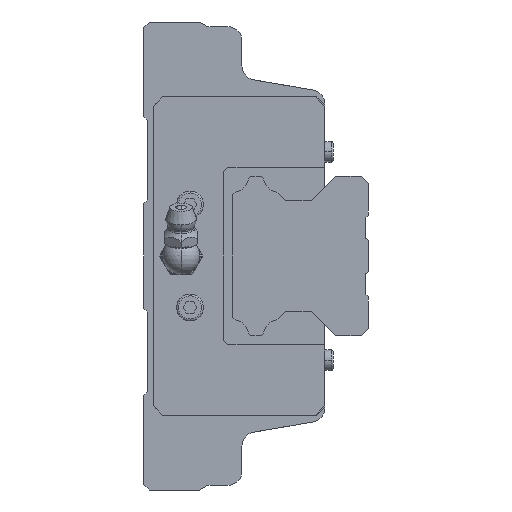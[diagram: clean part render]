
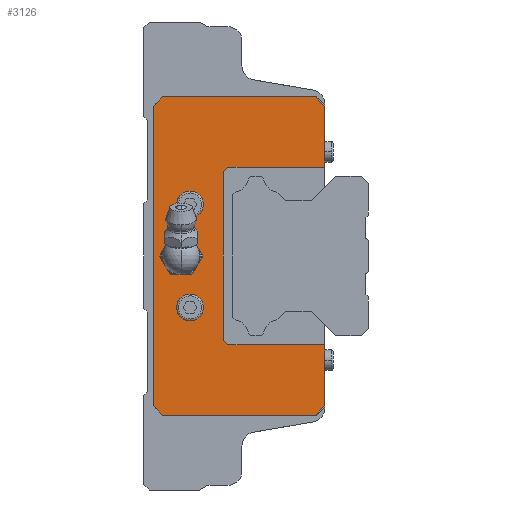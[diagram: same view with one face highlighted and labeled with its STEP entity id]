
A CAD part, left-side view. The second image highlights one B-rep face of the part: STEP entity #3126.
In plain terms, the highlighted planar face has unit normal (-1, 0, 0).
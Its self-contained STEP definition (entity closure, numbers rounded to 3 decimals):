
#1970 = EDGE_CURVE( '', #5534, #3268, #5683, .T. );
#2056 = VERTEX_POINT( '', #5782 );
#2080 = EDGE_CURVE( '', #4860, #4148, #5808, .T. );
#2086 = VERTEX_POINT( '', #5814 );
#2262 = EDGE_CURVE( '', #5140, #4382, #6005, .T. );
#2600 = EDGE_CURVE( '', #5326, #3084, #6382, .T. );
#2740 = EDGE_CURVE( '', #3934, #4566, #6532, .T. );
#2756 = VERTEX_POINT( '', #6551 );
#2884 = EDGE_CURVE( '', #3084, #4168, #6695, .T. );
#2942 = EDGE_CURVE( '', #4718, #4638, #6759, .T. );
#3084 = VERTEX_POINT( '', #6915 );
#3126 = ADVANCED_FACE( '', ( #6959, #6960, #6961, #6962 ), #6963, .F. );
#3268 = VERTEX_POINT( '', #7121 );
#3448 = EDGE_CURVE( '', #3738, #3580, #7317, .T. );
#3512 = EDGE_CURVE( '', #3736, #3934, #7390, .T. );
#3580 = VERTEX_POINT( '', #7470 );
#3686 = EDGE_CURVE( '', #4124, #4718, #7586, .T. );
#3736 = VERTEX_POINT( '', #7640 );
#3738 = VERTEX_POINT( '', #7642 );
#3762 = EDGE_CURVE( '', #4382, #5326, #7667, .T. );
#3802 = EDGE_CURVE( '', #4168, #2756, #7713, .T. );
#3934 = VERTEX_POINT( '', #7853 );
#4028 = EDGE_CURVE( '', #2056, #2086, #7950, .T. );
#4124 = VERTEX_POINT( '', #8054 );
#4148 = VERTEX_POINT( '', #8080 );
#4168 = VERTEX_POINT( '', #8103 );
#4382 = VERTEX_POINT( '', #8338 );
#4566 = VERTEX_POINT( '', #8537 );
#4638 = VERTEX_POINT( '', #8619 );
#4714 = EDGE_CURVE( '', #3580, #3738, #8702, .T. );
#4718 = VERTEX_POINT( '', #8706 );
#4794 = EDGE_CURVE( '', #3268, #5534, #8789, .T. );
#4812 = EDGE_CURVE( '', #4566, #2756, #8807, .T. );
#4860 = VERTEX_POINT( '', #8858 );
#5074 = EDGE_CURVE( '', #4638, #5140, #9097, .T. );
#5140 = VERTEX_POINT( '', #9170 );
#5326 = VERTEX_POINT( '', #9368 );
#5458 = EDGE_CURVE( '', #2086, #3736, #9515, .T. );
#5464 = EDGE_CURVE( '', #4148, #4860, #9521, .T. );
#5466 = EDGE_CURVE( '', #2056, #4124, #9523, .T. );
#5534 = VERTEX_POINT( '', #9596 );
#5683 = CIRCLE( '', #9803, 3. );
#5782 = CARTESIAN_POINT( '', ( 67.3, 9.283, -19. ) );
#5808 = CIRCLE( '', #9985, 2.85 );
#5814 = CARTESIAN_POINT( '', ( 67.3, 30., -19. ) );
#6005 = LINE( '', #10267, #10268 );
#6382 = LINE( '', #10795, #10796 );
#6532 = LINE( '', #11054, #11055 );
#6551 = CARTESIAN_POINT( '', ( 67.3, 9.283, 19. ) );
#6695 = LINE( '', #11269, #11270 );
#6759 = LINE( '', #11360, #11361 );
#6915 = CARTESIAN_POINT( '', ( 67.3, 11.283, 34. ) );
#6959 = FACE_BOUND( '', #11642, .T. );
#6960 = FACE_BOUND( '', #11643, .T. );
#6961 = FACE_BOUND( '', #11644, .T. );
#6962 = FACE_OUTER_BOUND( '', #11645, .T. );
#6963 = PLANE( '', #11646 );
#7121 = CARTESIAN_POINT( '', ( 67.3, 37., 0. ) );
#7317 = CIRCLE( '', #12174, 2.85 );
#7390 = LINE( '', #12278, #12279 );
#7470 = CARTESIAN_POINT( '', ( 67.3, 40.95, -11. ) );
#7586 = LINE( '', #12559, #12560 );
#7640 = CARTESIAN_POINT( '', ( 67.3, 31., -18. ) );
#7642 = CARTESIAN_POINT( '', ( 67.3, 35.25, -11. ) );
#7667 = LINE( '', #12669, #12670 );
#7713 = LINE( '', #12731, #12732 );
#7853 = CARTESIAN_POINT( '', ( 67.3, 31., 18. ) );
#7950 = LINE( '', #13102, #13103 );
#8054 = CARTESIAN_POINT( '', ( 67.3, 9.283, -32. ) );
#8080 = CARTESIAN_POINT( '', ( 67.3, 40.95, 11. ) );
#8103 = CARTESIAN_POINT( '', ( 67.3, 9.283, 32. ) );
#8338 = CARTESIAN_POINT( '', ( 67.3, 46., 32. ) );
#8537 = CARTESIAN_POINT( '', ( 67.3, 30., 19. ) );
#8619 = CARTESIAN_POINT( '', ( 67.3, 44., -34. ) );
#8702 = CIRCLE( '', #14263, 2.85 );
#8706 = CARTESIAN_POINT( '', ( 67.3, 11.283, -34. ) );
#8789 = CIRCLE( '', #14374, 3. );
#8807 = LINE( '', #14401, #14402 );
#8858 = CARTESIAN_POINT( '', ( 67.3, 35.25, 11. ) );
#9097 = LINE( '', #14819, #14820 );
#9170 = CARTESIAN_POINT( '', ( 67.3, 46., -32. ) );
#9368 = CARTESIAN_POINT( '', ( 67.3, 44., 34. ) );
#9515 = LINE( '', #15394, #15395 );
#9521 = CIRCLE( '', #15406, 2.85 );
#9523 = LINE( '', #15409, #15410 );
#9596 = CARTESIAN_POINT( '', ( 67.3, 43., 0. ) );
#9803 = AXIS2_PLACEMENT_3D( '', #15690, #15691, #15692 );
#9985 = AXIS2_PLACEMENT_3D( '', #15861, #15862, #15863 );
#10267 = CARTESIAN_POINT( '', ( 67.3, 46., 16. ) );
#10268 = VECTOR( '', #16058, 1. );
#10795 = CARTESIAN_POINT( '', ( 67.3, 9.242, 34. ) );
#10796 = VECTOR( '', #16500, 1. );
#11054 = CARTESIAN_POINT( '', ( 67.3, 29.625, 19.375 ) );
#11055 = VECTOR( '', #16637, 1. );
#11269 = CARTESIAN_POINT( '', ( 67.3, 1.837, 24.554 ) );
#11270 = VECTOR( '', #16852, 1. );
#11360 = CARTESIAN_POINT( '', ( 67.3, 25.75, -34. ) );
#11361 = VECTOR( '', #16926, 1. );
#11642 = EDGE_LOOP( '', ( #17125, #17126 ) );
#11643 = EDGE_LOOP( '', ( #17127, #17128 ) );
#11644 = EDGE_LOOP( '', ( #17129, #17130 ) );
#11645 = EDGE_LOOP( '', ( #17131, #17132, #17133, #17134, #17135, #17136, #17137, #17138, #17139, #17140, #17141, #17142, #17143, #17144 ) );
#11646 = AXIS2_PLACEMENT_3D( '', #17145, #17146, #17147 );
#12174 = AXIS2_PLACEMENT_3D( '', #17537, #17538, #17539 );
#12278 = CARTESIAN_POINT( '', ( 67.3, 31., -9. ) );
#12279 = VECTOR( '', #17638, 1. );
#12559 = CARTESIAN_POINT( '', ( 67.3, 0.837, -23.554 ) );
#12560 = VECTOR( '', #17891, 1. );
#12669 = CARTESIAN_POINT( '', ( 67.3, 43.375, 34.625 ) );
#12670 = VECTOR( '', #17962, 1. );
#12731 = CARTESIAN_POINT( '', ( 67.3, 9.283, 16.239 ) );
#12732 = VECTOR( '', #18031, 1. );
#13102 = CARTESIAN_POINT( '', ( 67.3, 8.392, -19. ) );
#13103 = VECTOR( '', #18242, 1. );
#14263 = AXIS2_PLACEMENT_3D( '', #19152, #19153, #19154 );
#14374 = AXIS2_PLACEMENT_3D( '', #19251, #19252, #19253 );
#14401 = CARTESIAN_POINT( '', ( 67.3, 18.75, 19. ) );
#14402 = VECTOR( '', #19263, 1. );
#14819 = CARTESIAN_POINT( '', ( 67.3, 44.375, -33.625 ) );
#14820 = VECTOR( '', #19638, 1. );
#15394 = CARTESIAN_POINT( '', ( 67.3, 29.125, -19.875 ) );
#15395 = VECTOR( '', #20071, 1. );
#15406 = AXIS2_PLACEMENT_3D( '', #20074, #20075, #20076 );
#15409 = CARTESIAN_POINT( '', ( 67.3, 9.283, 16.239 ) );
#15410 = VECTOR( '', #20077, 1. );
#15690 = CARTESIAN_POINT( '', ( 67.3, 40., 0. ) );
#15691 = DIRECTION( '', ( 1., 0., 0. ) );
#15692 = DIRECTION( '', ( 0., 1., 0. ) );
#15861 = CARTESIAN_POINT( '', ( 67.3, 38.1, 11. ) );
#15862 = DIRECTION( '', ( 1., 0., 0. ) );
#15863 = DIRECTION( '', ( 0., 1., 0. ) );
#16058 = DIRECTION( '', ( 0., 0., 1. ) );
#16500 = DIRECTION( '', ( 0., -1., 0. ) );
#16637 = DIRECTION( '', ( 0., -0.707, 0.707 ) );
#16852 = DIRECTION( '', ( 0., -0.707, -0.707 ) );
#16926 = DIRECTION( '', ( 0., 1., 0. ) );
#17125 = ORIENTED_EDGE( '', *, *, #1970, .T. );
#17126 = ORIENTED_EDGE( '', *, *, #4794, .T. );
#17127 = ORIENTED_EDGE( '', *, *, #5464, .T. );
#17128 = ORIENTED_EDGE( '', *, *, #2080, .T. );
#17129 = ORIENTED_EDGE( '', *, *, #4714, .T. );
#17130 = ORIENTED_EDGE( '', *, *, #3448, .T. );
#17131 = ORIENTED_EDGE( '', *, *, #4028, .T. );
#17132 = ORIENTED_EDGE( '', *, *, #5458, .T. );
#17133 = ORIENTED_EDGE( '', *, *, #3512, .T. );
#17134 = ORIENTED_EDGE( '', *, *, #2740, .T. );
#17135 = ORIENTED_EDGE( '', *, *, #4812, .T. );
#17136 = ORIENTED_EDGE( '', *, *, #3802, .F. );
#17137 = ORIENTED_EDGE( '', *, *, #2884, .F. );
#17138 = ORIENTED_EDGE( '', *, *, #2600, .F. );
#17139 = ORIENTED_EDGE( '', *, *, #3762, .F. );
#17140 = ORIENTED_EDGE( '', *, *, #2262, .F. );
#17141 = ORIENTED_EDGE( '', *, *, #5074, .F. );
#17142 = ORIENTED_EDGE( '', *, *, #2942, .F. );
#17143 = ORIENTED_EDGE( '', *, *, #3686, .F. );
#17144 = ORIENTED_EDGE( '', *, *, #5466, .F. );
#17145 = CARTESIAN_POINT( '', ( 67.3, 7.5, 0. ) );
#17146 = DIRECTION( '', ( 1., 0., 0. ) );
#17147 = DIRECTION( '', ( 0., 0., -1. ) );
#17537 = CARTESIAN_POINT( '', ( 67.3, 38.1, -11. ) );
#17538 = DIRECTION( '', ( 1., 0., 0. ) );
#17539 = DIRECTION( '', ( 0., 1., 0. ) );
#17638 = DIRECTION( '', ( 0., 0., 1. ) );
#17891 = DIRECTION( '', ( 0., 0.707, -0.707 ) );
#17962 = DIRECTION( '', ( 0., -0.707, 0.707 ) );
#18031 = DIRECTION( '', ( 0., 0., -1. ) );
#18242 = DIRECTION( '', ( 0., 1., 0. ) );
#19152 = CARTESIAN_POINT( '', ( 67.3, 38.1, -11. ) );
#19153 = DIRECTION( '', ( 1., 0., 0. ) );
#19154 = DIRECTION( '', ( 0., 1., 0. ) );
#19251 = CARTESIAN_POINT( '', ( 67.3, 40., 0. ) );
#19252 = DIRECTION( '', ( 1., 0., 0. ) );
#19253 = DIRECTION( '', ( 0., 1., 0. ) );
#19263 = DIRECTION( '', ( 0., -1., 0. ) );
#19638 = DIRECTION( '', ( 0., 0.707, 0.707 ) );
#20071 = DIRECTION( '', ( 0., 0.707, 0.707 ) );
#20074 = CARTESIAN_POINT( '', ( 67.3, 38.1, 11. ) );
#20075 = DIRECTION( '', ( 1., 0., 0. ) );
#20076 = DIRECTION( '', ( 0., 1., 0. ) );
#20077 = DIRECTION( '', ( 0., 0., -1. ) );
